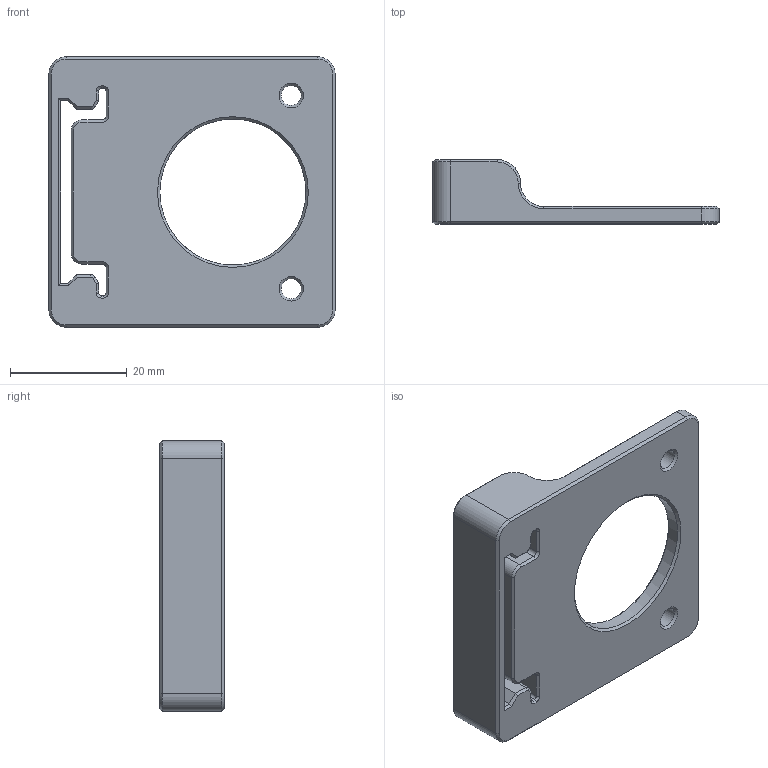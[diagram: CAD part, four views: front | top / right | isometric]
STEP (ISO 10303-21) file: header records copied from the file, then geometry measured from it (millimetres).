
FILE_DESCRIPTION(/* description */ (''),/* implementation_level */ '2;1');
FILE_NAME(/* name */ 'DIN_Mount.step',/* time_stamp */ '2023-02-19T11:10:30Z',/* author */ (''),/* organization */ (''),/* preprocessor_version */ 'ST-DEVELOPER v19.2',/* originating_system */ 'Autodesk Translation Framework v11.17.0.187',/* authorisation */ '');
FILE_SCHEMA (('AUTOMOTIVE_DESIGN { 1 0 10303 214 3 1 1 }'));
Length unit declared in the file: millimetre
Products named in the file (1): DIN_Mount
Bounding box: 49 x 11 x 46.3 mm (x, y, z)
Volume: 9726.8 mm3; surface area: 5884.1 mm2
Topology: 1 solids, 1 shells, 130 faces, 302 edges, 173 vertices
Faces by surface type: plane 71, cone 38, cylinder 19, bspline 2
Full cylindrical faces by diameter (mm): 3.4 x2, 25 x1
Entity records: 3667 total; most frequent: CARTESIAN_POINT 648, DIRECTION 633, ORIENTED_EDGE 604, EDGE_CURVE 302, LINE 221, VECTOR 221, AXIS2_PLACEMENT_3D 206, VERTEX_POINT 173
